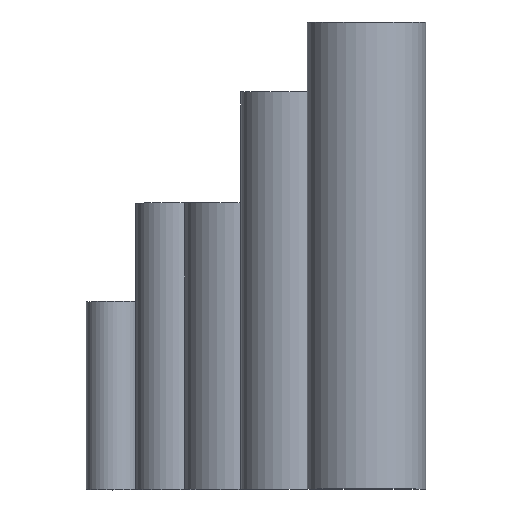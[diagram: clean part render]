
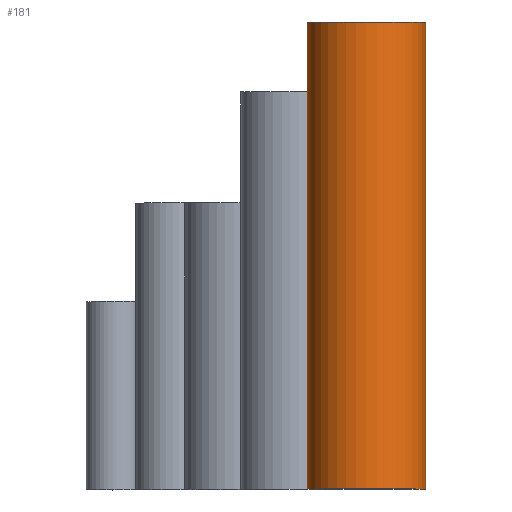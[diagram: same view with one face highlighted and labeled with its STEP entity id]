
A CAD part, top view. The second image highlights one B-rep face of the part: STEP entity #181.
In plain terms, the highlighted cylindrical face has radius 14.5 mm (diameter 29 mm), a full revolution.
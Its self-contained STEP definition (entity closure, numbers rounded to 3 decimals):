
#71=FACE_OUTER_BOUND('',#86,.T.);
#86=EDGE_LOOP('',(#155,#156,#157,#158));
#94=LINE('',#395,#99);
#99=VECTOR('',#334,14.5);
#107=CIRCLE('',#268,14.5);
#108=CIRCLE('',#270,14.5);
#117=VERTEX_POINT('',#390);
#118=VERTEX_POINT('',#393);
#130=EDGE_CURVE('',#117,#117,#107,.T.);
#131=EDGE_CURVE('',#118,#118,#108,.T.);
#132=EDGE_CURVE('',#118,#117,#94,.T.);
#155=ORIENTED_EDGE('',*,*,#131,.F.);
#156=ORIENTED_EDGE('',*,*,#132,.T.);
#157=ORIENTED_EDGE('',*,*,#130,.F.);
#158=ORIENTED_EDGE('',*,*,#132,.F.);
#169=CYLINDRICAL_SURFACE('',#269,14.5);
#181=ADVANCED_FACE('',(#71),#169,.T.);
#268=AXIS2_PLACEMENT_3D('',#391,#328,#329);
#269=AXIS2_PLACEMENT_3D('',#392,#330,#331);
#270=AXIS2_PLACEMENT_3D('',#394,#332,#333);
#328=DIRECTION('center_axis',(0.,-1.,0.));
#329=DIRECTION('ref_axis',(1.,0.,0.));
#330=DIRECTION('center_axis',(0.,1.,0.));
#331=DIRECTION('ref_axis',(1.,0.,0.));
#332=DIRECTION('center_axis',(0.,1.,0.));
#333=DIRECTION('ref_axis',(1.,0.,0.));
#334=DIRECTION('',(0.,-1.,0.));
#390=CARTESIAN_POINT('',(-14.5,-57.,0.));
#391=CARTESIAN_POINT('Origin',(0.,-57.,0.));
#392=CARTESIAN_POINT('Origin',(0.,0.,0.));
#393=CARTESIAN_POINT('',(-14.5,57.,0.));
#394=CARTESIAN_POINT('Origin',(0.,57.,0.));
#395=CARTESIAN_POINT('',(-14.5,0.,0.));
